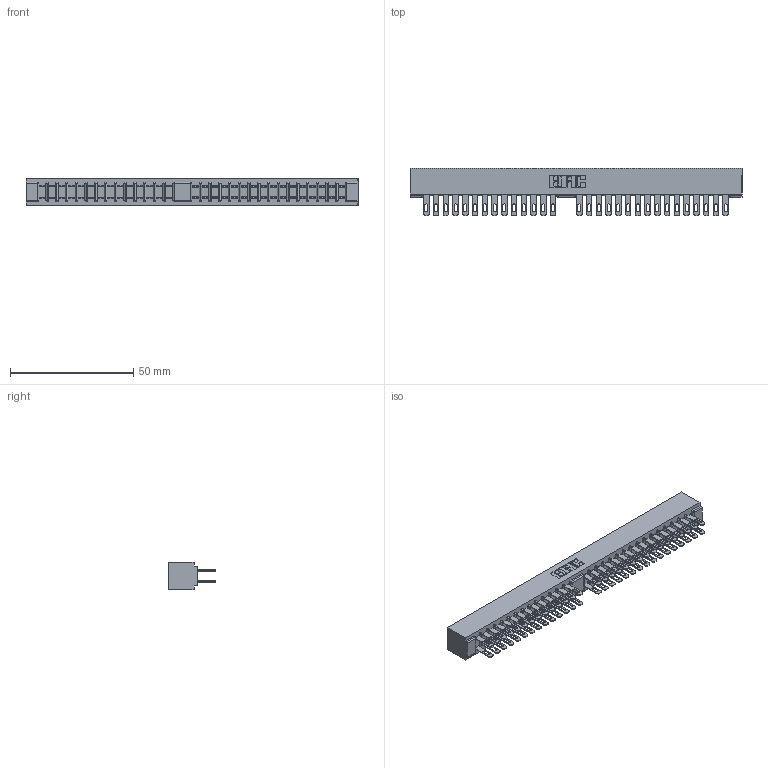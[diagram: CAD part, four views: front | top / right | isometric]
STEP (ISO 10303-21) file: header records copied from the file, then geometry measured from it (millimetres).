
FILE_DESCRIPTION (( 'STEP AP203' ), '1' );
FILE_NAME ('310-060-500-201.STEP', '2020-03-25T13:41:19', ( '' ), ( '' ), 'SwSTEP 2.0', 'SolidWorks 2016', '' );
FILE_SCHEMA (( 'CONFIG_CONTROL_DESIGN' ));
Length unit declared in the file: millimetre
Products named in the file (3): 310 Part_No Mounting Lugs; 307-290-001_500; 310-060-500-201
Assembly tree (61 placements, depth 2):
  310-060-500-201
    310 Part_No Mounting Lugs
    307-290-001_500  x60
Bounding box: 134.92 x 19.13 x 10.97 mm (x, y, z)
Volume: 12182.2 mm3; surface area: 17972.7 mm2
Topology: 61 solids, 61 shells, 2918 faces, 8137 edges, 5254 vertices
Faces by surface type: plane 1880, cylinder 974, sphere 64
Entity records: 28280 total; most frequent: CARTESIAN_POINT 4627, ORIENTED_EDGE 4582, DIRECTION 4539, EDGE_CURVE 2291, VECTOR 1759, LINE 1759, VERTEX_POINT 1478, AXIS2_PLACEMENT_3D 1390
